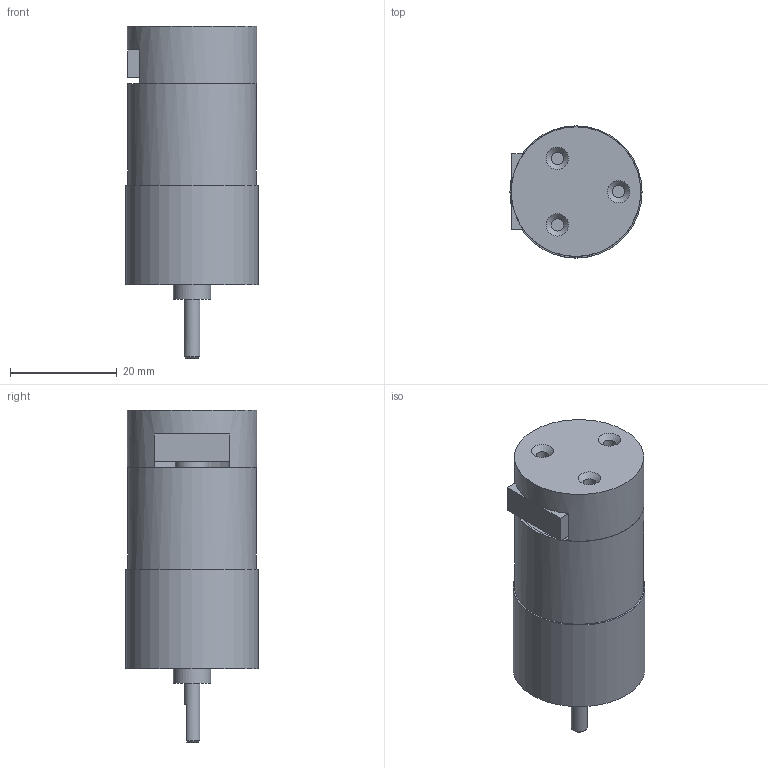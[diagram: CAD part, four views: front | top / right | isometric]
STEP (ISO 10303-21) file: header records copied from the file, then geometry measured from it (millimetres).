
FILE_DESCRIPTION( ('This file contains a STEP AP42 implementation' ,'as created by ZW3D STEP Interface translator.') ,'2;1' );
FILE_NAME( '直流电机_MG310电机（GMR）.stp' ,'24 514.143750', (''), ('ZWCAD Software Co.'), 'Version 1.0', 'ZW3D to STEP translator', '' );
FILE_SCHEMA(('AUTOMOTIVE_DESIGN { 1 0 10303 214 1 1 1 1 }'));
Length unit declared in the file: millimetre
Products named in the file (2): 0; 直流电机_MG310电机（GMR）
Bounding box: 24.8 x 24.8 x 62.3 mm (x, y, z)
Volume: 19525.2 mm3; surface area: 7096.7 mm2
Topology: 1 solids, 1 shells, 126 faces, 292 edges, 189 vertices
Faces by surface type: plane 76, cylinder 39, cone 10, torus 1
Full cylindrical faces by diameter (mm): 1 x2, 1.2 x2, 2 x1, 2.3 x3, 2.4 x4, 2.5 x2, 3 x1, 3.5 x2, 6.3 x1, 7 x1, 22.3 x1, 23.3 x1, 24.2 x1, 24.3 x1, 24.8 x1
Entity records: 3797 total; most frequent: DIRECTION 658, CARTESIAN_POINT 626, ORIENTED_EDGE 584, EDGE_CURVE 292, AXIS2_PLACEMENT_3D 247, VERTEX_POINT 189, VECTOR 164, LINE 164
